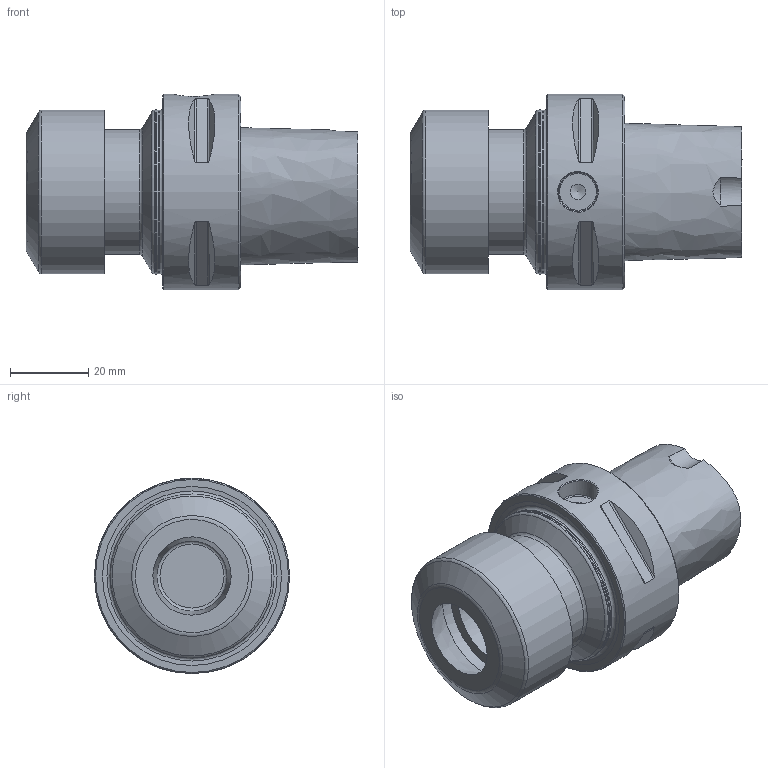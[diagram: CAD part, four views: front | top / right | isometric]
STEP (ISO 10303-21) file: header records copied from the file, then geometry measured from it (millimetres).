
FILE_DESCRIPTION(/* description */ (''),/* implementation_level */ '2;1');
FILE_NAME(/* name */ 'AC5-ER-25-055.stp',/* time_stamp */ '2024-11-22T09:41:28+03:00',/* author */ (''),/* organization */ (''),/* preprocessor_version */ 'ST-DEVELOPER v19.4',/* originating_system */ 'SIEMENS PLM Software NX2306.5001',/* authorisation */ '');
FILE_SCHEMA (('AUTOMOTIVE_DESIGN { 1 0 10303 214 3 1 1 1 }'));
Length unit declared in the file: millimetre
Products named in the file (1): AC5-ER-25-055-LIGHT_objects
Bounding box: 85 x 50 x 50 mm (x, y, z)
Volume: 89223 mm3; surface area: 18453.8 mm2
Topology: 1 solids, 1 shells, 58 faces, 127 edges, 80 vertices
Faces by surface type: plane 20, cylinder 18, cone 11, torus 7, bspline 2
Full cylindrical faces by diameter (mm): 4 x1, 10 x1, 18 x1, 30.5 x1, 32 x1, 41.8 x1, 42 x2, 50 x1
Entity records: 2028 total; most frequent: CARTESIAN_POINT 907, DIRECTION 222, ORIENTED_EDGE 176, AXIS2_PLACEMENT_3D 99, EDGE_LOOP 96, EDGE_CURVE 88, FACE_BOUND 73, VERTEX_POINT 71
